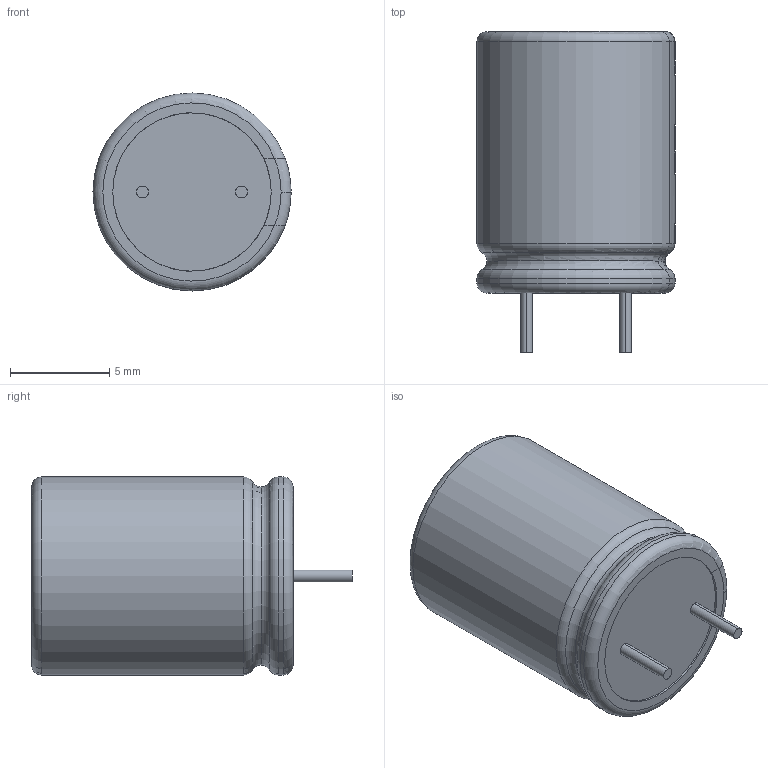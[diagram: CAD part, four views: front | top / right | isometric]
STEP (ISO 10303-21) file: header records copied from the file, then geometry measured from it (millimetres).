
FILE_DESCRIPTION (( 'STEP AP214' ), '1' );
FILE_NAME ('CAP_pol_DIP_D10x13mm.STEP', '2023-04-17T12:26:13', ( 'Elessar' ), ( '' ), 'SwSTEP 2.0', 'SolidWorks 2018', '' );
FILE_SCHEMA (( 'AUTOMOTIVE_DESIGN' ));
Length unit declared in the file: millimetre
Products named in the file (1): CAP_pol_DIP_D10x13mm
Bounding box: 10 x 16.2 x 10 mm (x, y, z)
Volume: 1012.1 mm3; surface area: 582.9 mm2
Topology: 1 solids, 1 shells, 74 faces, 173 edges, 103 vertices
Faces by surface type: torus 36, cylinder 26, plane 12
Entity records: 2633 total; most frequent: CARTESIAN_POINT 503, DIRECTION 394, ORIENTED_EDGE 346, AXIS2_PLACEMENT_3D 176, EDGE_CURVE 173, VERTEX_POINT 103, CIRCLE 101, EDGE_LOOP 76
